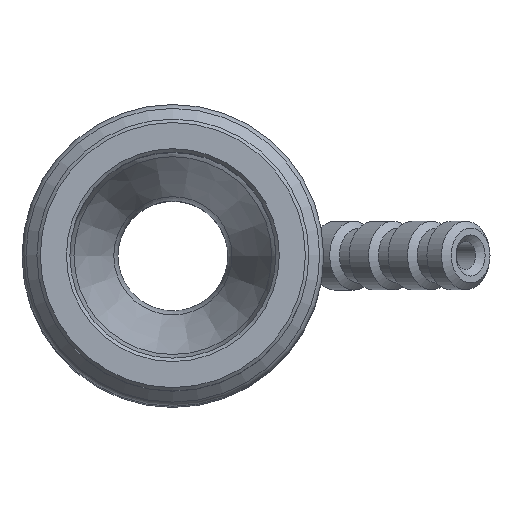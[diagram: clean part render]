
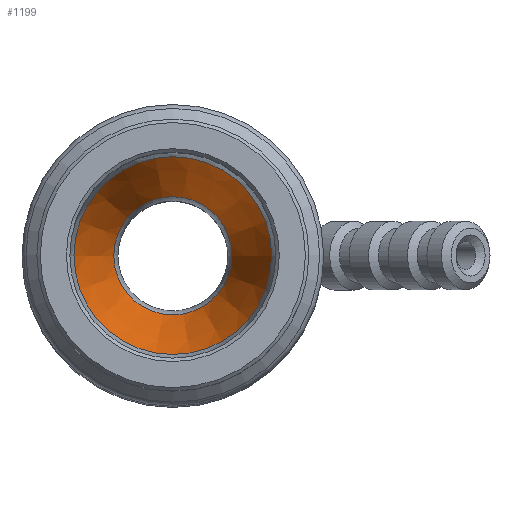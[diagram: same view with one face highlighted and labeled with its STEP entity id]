
A CAD part, top view. The second image highlights one B-rep face of the part: STEP entity #1199.
In plain terms, the highlighted conical face has half-angle 20 degrees and reference radius 5.75 mm.
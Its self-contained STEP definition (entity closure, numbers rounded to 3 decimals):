
#166=FACE_OUTER_BOUND('',#247,.T.);
#247=EDGE_LOOP('',(#1096,#1097,#1098,#1099,#1100,#1101));
#305=LINE('',#2620,#361);
#361=VECTOR('',#1785,5.75);
#459=CIRCLE('',#1382,7.198);
#460=CIRCLE('',#1383,7.198);
#461=CIRCLE('',#1385,4.302);
#462=CIRCLE('',#1386,4.302);
#576=VERTEX_POINT('',#2613);
#577=VERTEX_POINT('',#2615);
#578=VERTEX_POINT('',#2619);
#579=VERTEX_POINT('',#2621);
#751=EDGE_CURVE('',#576,#577,#459,.T.);
#752=EDGE_CURVE('',#577,#576,#460,.T.);
#753=EDGE_CURVE('',#576,#578,#305,.T.);
#754=EDGE_CURVE('',#579,#578,#461,.T.);
#755=EDGE_CURVE('',#578,#579,#462,.T.);
#1096=ORIENTED_EDGE('',*,*,#752,.F.);
#1097=ORIENTED_EDGE('',*,*,#751,.F.);
#1098=ORIENTED_EDGE('',*,*,#753,.T.);
#1099=ORIENTED_EDGE('',*,*,#754,.F.);
#1100=ORIENTED_EDGE('',*,*,#755,.F.);
#1101=ORIENTED_EDGE('',*,*,#753,.F.);
#1130=CONICAL_SURFACE('',#1384,5.75,0.349);
#1199=ADVANCED_FACE('',(#166),#1130,.F.);
#1382=AXIS2_PLACEMENT_3D('',#2616,#1779,#1780);
#1383=AXIS2_PLACEMENT_3D('',#2617,#1781,#1782);
#1384=AXIS2_PLACEMENT_3D('',#2618,#1783,#1784);
#1385=AXIS2_PLACEMENT_3D('',#2622,#1786,#1787);
#1386=AXIS2_PLACEMENT_3D('',#2623,#1788,#1789);
#1779=DIRECTION('center_axis',(0.,0.,-1.));
#1780=DIRECTION('ref_axis',(-1.,0.,0.));
#1781=DIRECTION('center_axis',(0.,0.,-1.));
#1782=DIRECTION('ref_axis',(-1.,0.,0.));
#1783=DIRECTION('center_axis',(0.,0.,1.));
#1784=DIRECTION('ref_axis',(1.,0.,0.));
#1785=DIRECTION('',(0.342,0.,-0.94));
#1786=DIRECTION('center_axis',(0.,0.,
1.));
#1787=DIRECTION('ref_axis',(-1.,0.,0.));
#1788=DIRECTION('center_axis',(0.,0.,
1.));
#1789=DIRECTION('ref_axis',(-1.,0.,0.));
#2613=CARTESIAN_POINT('',(-7.198,0.,20.788));
#2615=CARTESIAN_POINT('',(7.198,0.,20.788));
#2616=CARTESIAN_POINT('Origin',(0.,0.,
20.788));
#2617=CARTESIAN_POINT('Origin',(0.,0.,
20.788));
#2618=CARTESIAN_POINT('Origin',(0.,0.,16.808));
#2619=CARTESIAN_POINT('',(-4.302,0.,12.828));
#2620=CARTESIAN_POINT('',(-5.75,0.,16.808));
#2621=CARTESIAN_POINT('',(4.302,0.,12.828));
#2622=CARTESIAN_POINT('Origin',(0.,0.,
12.828));
#2623=CARTESIAN_POINT('Origin',(0.,0.,
12.828));
